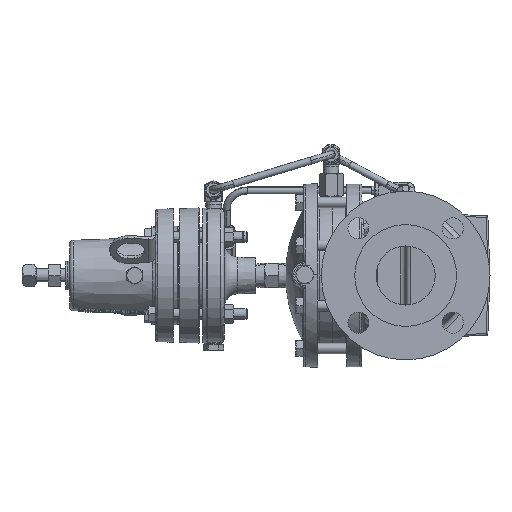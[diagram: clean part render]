
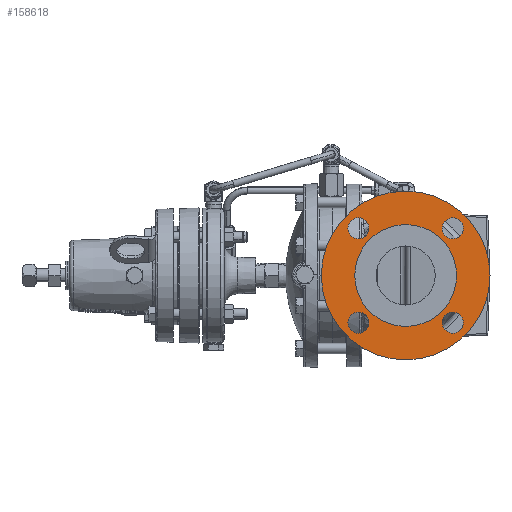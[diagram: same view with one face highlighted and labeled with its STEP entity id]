
A CAD part, left-side view. The second image highlights one B-rep face of the part: STEP entity #158618.
In plain terms, the highlighted planar face has unit normal (-1, 0, 0).
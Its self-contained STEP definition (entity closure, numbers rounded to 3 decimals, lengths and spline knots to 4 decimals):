
#272 = DIRECTION ( 'NONE',  ( 0., 0., -1. ) ) ;
#5611 = DIRECTION ( 'NONE',  ( -1., 0., 0. ) ) ;
#6298 = AXIS2_PLACEMENT_3D ( 'NONE', #18167, #125920, #44923 ) ;
#10408 = VERTEX_POINT ( 'NONE', #113341 ) ;
#12775 = CARTESIAN_POINT ( 'NONE',  ( -4.5005, 1.6794, -2.0544 ) ) ;
#17096 = VERTEX_POINT ( 'NONE', #37789 ) ;
#17882 = VERTEX_POINT ( 'NONE', #106769 ) ;
#18167 = CARTESIAN_POINT ( 'NONE',  ( -4.5005, 0., 0. ) ) ;
#18837 = EDGE_LOOP ( 'NONE', ( #74028, #116926 ) ) ;
#19176 = CIRCLE ( 'NONE', #169960, 0.375 ) ;
#19740 = EDGE_CURVE ( 'NONE', #72133, #140281, #46112, .T. ) ;
#20229 = DIRECTION ( 'NONE',  ( -1., 0., 0. ) ) ;
#20680 = EDGE_CURVE ( 'NONE', #44241, #77453, #139998, .T. ) ;
#27887 = DIRECTION ( 'NONE',  ( -1., 0., 0. ) ) ;
#29736 = DIRECTION ( 'NONE',  ( 0., 0., 1. ) ) ;
#30770 = CARTESIAN_POINT ( 'NONE',  ( -4.5005, 1.6794, -1.6794 ) ) ;
#33517 = CIRCLE ( 'NONE', #133009, 3. ) ;
#34789 = CARTESIAN_POINT ( 'NONE',  ( -4.5005, 0., 0. ) ) ;
#37789 = CARTESIAN_POINT ( 'NONE',  ( -4.5005, 0., -1.8125 ) ) ;
#38226 = VERTEX_POINT ( 'NONE', #81983 ) ;
#38943 = AXIS2_PLACEMENT_3D ( 'NONE', #95567, #27887, #272 ) ;
#39551 = CARTESIAN_POINT ( 'NONE',  ( -4.5005, -1.6794, -1.6794 ) ) ;
#40487 = ORIENTED_EDGE ( 'NONE', *, *, #89731, .F. ) ;
#41080 = EDGE_LOOP ( 'NONE', ( #100163, #55592 ) ) ;
#41242 = DIRECTION ( 'NONE',  ( -1., 0., 0. ) ) ;
#41587 = DIRECTION ( 'NONE',  ( -1., 0., 0. ) ) ;
#41616 = EDGE_CURVE ( 'NONE', #17882, #78753, #172179, .T. ) ;
#44241 = VERTEX_POINT ( 'NONE', #85489 ) ;
#44308 = ORIENTED_EDGE ( 'NONE', *, *, #61971, .F. ) ;
#44923 = DIRECTION ( 'NONE',  ( 0., 0., 1. ) ) ;
#46034 = EDGE_LOOP ( 'NONE', ( #44308, #96299 ) ) ;
#46112 = CIRCLE ( 'NONE', #6298, 3. ) ;
#47688 = DIRECTION ( 'NONE',  ( -1., 0., 0. ) ) ;
#47734 = CIRCLE ( 'NONE', #167250, 0.375 ) ;
#51741 = DIRECTION ( 'NONE',  ( -1., 0., 0. ) ) ;
#52205 = CARTESIAN_POINT ( 'NONE',  ( -4.5005, -1.6794, 2.0544 ) ) ;
#54340 = ORIENTED_EDGE ( 'NONE', *, *, #79028, .F. ) ;
#55592 = ORIENTED_EDGE ( 'NONE', *, *, #136028, .F. ) ;
#57423 = EDGE_LOOP ( 'NONE', ( #103173, #54340 ) ) ;
#57646 = CARTESIAN_POINT ( 'NONE',  ( -4.5005, 1.6794, 2.0544 ) ) ;
#58413 = CARTESIAN_POINT ( 'NONE',  ( -4.5005, 0., -3. ) ) ;
#58906 = EDGE_CURVE ( 'NONE', #152716, #38226, #19176, .T. ) ;
#61971 = EDGE_CURVE ( 'NONE', #10408, #17096, #156238, .T. ) ;
#63172 = CARTESIAN_POINT ( 'NONE',  ( -4.5005, 0., 0. ) ) ;
#65290 = FACE_BOUND ( 'NONE', #99882, .T. ) ;
#67040 = FACE_BOUND ( 'NONE', #41080, .T. ) ;
#67434 = AXIS2_PLACEMENT_3D ( 'NONE', #170342, #5611, #100023 ) ;
#68493 = ORIENTED_EDGE ( 'NONE', *, *, #20680, .F. ) ;
#69117 = EDGE_CURVE ( 'NONE', #78753, #17882, #94775, .T. ) ;
#72133 = VERTEX_POINT ( 'NONE', #58413 ) ;
#72592 = AXIS2_PLACEMENT_3D ( 'NONE', #84218, #41587, #95903 ) ;
#74028 = ORIENTED_EDGE ( 'NONE', *, *, #137257, .T. ) ;
#77453 = VERTEX_POINT ( 'NONE', #57646 ) ;
#78753 = VERTEX_POINT ( 'NONE', #52205 ) ;
#79028 = EDGE_CURVE ( 'NONE', #38226, #152716, #47734, .T. ) ;
#81983 = CARTESIAN_POINT ( 'NONE',  ( -4.5005, -1.6794, -2.0544 ) ) ;
#82845 = AXIS2_PLACEMENT_3D ( 'NONE', #149949, #111626, #29736 ) ;
#84081 = CIRCLE ( 'NONE', #152247, 1.8125 ) ;
#84218 = CARTESIAN_POINT ( 'NONE',  ( -4.5005, -1.6794, 1.6794 ) ) ;
#85489 = CARTESIAN_POINT ( 'NONE',  ( -4.5005, 1.6794, 1.3044 ) ) ;
#87310 = DIRECTION ( 'NONE',  ( -1., 0., 0. ) ) ;
#89731 = EDGE_CURVE ( 'NONE', #77453, #44241, #131180, .T. ) ;
#92698 = DIRECTION ( 'NONE',  ( 0., 0., 1. ) ) ;
#93848 = DIRECTION ( 'NONE',  ( -1., 0., 0. ) ) ;
#94676 = FACE_BOUND ( 'NONE', #46034, .T. ) ;
#94775 = CIRCLE ( 'NONE', #151692, 0.375 ) ;
#95567 = CARTESIAN_POINT ( 'NONE',  ( -4.5005, 1.8125, 0. ) ) ;
#95903 = DIRECTION ( 'NONE',  ( 0., 0., 1. ) ) ;
#96299 = ORIENTED_EDGE ( 'NONE', *, *, #101934, .F. ) ;
#96434 = DIRECTION ( 'NONE',  ( 0., 0., 1. ) ) ;
#96930 = EDGE_LOOP ( 'NONE', ( #40487, #68493 ) ) ;
#99882 = EDGE_LOOP ( 'NONE', ( #104243, #172281 ) ) ;
#100023 = DIRECTION ( 'NONE',  ( 0., 0., 1. ) ) ;
#100163 = ORIENTED_EDGE ( 'NONE', *, *, #155111, .F. ) ;
#101934 = EDGE_CURVE ( 'NONE', #17096, #10408, #84081, .T. ) ;
#103173 = ORIENTED_EDGE ( 'NONE', *, *, #58906, .F. ) ;
#104243 = ORIENTED_EDGE ( 'NONE', *, *, #69117, .F. ) ;
#106769 = CARTESIAN_POINT ( 'NONE',  ( -4.5005, -1.6794, 1.3044 ) ) ;
#107701 = DIRECTION ( 'NONE',  ( -1., 0., 0. ) ) ;
#109809 = FACE_BOUND ( 'NONE', #96930, .T. ) ;
#110720 = AXIS2_PLACEMENT_3D ( 'NONE', #63172, #107701, #119260 ) ;
#111626 = DIRECTION ( 'NONE',  ( -1., 0., 0. ) ) ;
#113341 = CARTESIAN_POINT ( 'NONE',  ( -4.5005, 0., 1.8125 ) ) ;
#113593 = CARTESIAN_POINT ( 'NONE',  ( -4.5005, -1.6794, 1.6794 ) ) ;
#114453 = DIRECTION ( 'NONE',  ( 0., 0., 1. ) ) ;
#115137 = VERTEX_POINT ( 'NONE', #151365 ) ;
#115181 = AXIS2_PLACEMENT_3D ( 'NONE', #30770, #139350, #167014 ) ;
#116926 = ORIENTED_EDGE ( 'NONE', *, *, #19740, .T. ) ;
#119260 = DIRECTION ( 'NONE',  ( 0., 0., 1. ) ) ;
#120502 = FACE_BOUND ( 'NONE', #57423, .T. ) ;
#121379 = CARTESIAN_POINT ( 'NONE',  ( -4.5005, -1.6794, -1.3044 ) ) ;
#125920 = DIRECTION ( 'NONE',  ( -1., 0., 0. ) ) ;
#127865 = VERTEX_POINT ( 'NONE', #12775 ) ;
#130019 = DIRECTION ( 'NONE',  ( 0., 0., 1. ) ) ;
#131180 = CIRCLE ( 'NONE', #82845, 0.375 ) ;
#133009 = AXIS2_PLACEMENT_3D ( 'NONE', #34789, #87310, #130019 ) ;
#136028 = EDGE_CURVE ( 'NONE', #127865, #115137, #144207, .T. ) ;
#137257 = EDGE_CURVE ( 'NONE', #140281, #72133, #33517, .T. ) ;
#139350 = DIRECTION ( 'NONE',  ( -1., 0., 0. ) ) ;
#139998 = CIRCLE ( 'NONE', #151458, 0.375 ) ;
#140281 = VERTEX_POINT ( 'NONE', #171243 ) ;
#144207 = CIRCLE ( 'NONE', #67434, 0.375 ) ;
#147231 = PLANE ( 'NONE',  #38943 ) ;
#149850 = CARTESIAN_POINT ( 'NONE',  ( -4.5005, 1.6794, 1.6794 ) ) ;
#149866 = FACE_OUTER_BOUND ( 'NONE', #18837, .T. ) ;
#149949 = CARTESIAN_POINT ( 'NONE',  ( -4.5005, 1.6794, 1.6794 ) ) ;
#151365 = CARTESIAN_POINT ( 'NONE',  ( -4.5005, 1.6794, -1.3044 ) ) ;
#151458 = AXIS2_PLACEMENT_3D ( 'NONE', #149850, #41242, #96434 ) ;
#151692 = AXIS2_PLACEMENT_3D ( 'NONE', #113593, #47688, #114453 ) ;
#152247 = AXIS2_PLACEMENT_3D ( 'NONE', #173766, #51741, #92698 ) ;
#152716 = VERTEX_POINT ( 'NONE', #121379 ) ;
#155111 = EDGE_CURVE ( 'NONE', #115137, #127865, #158191, .T. ) ;
#155624 = CARTESIAN_POINT ( 'NONE',  ( -4.5005, -1.6794, -1.6794 ) ) ;
#156238 = CIRCLE ( 'NONE', #110720, 1.8125 ) ;
#158191 = CIRCLE ( 'NONE', #115181, 0.375 ) ;
#158618 = ADVANCED_FACE ( 'NONE', ( #67040, #120502, #65290, #109809, #94676, #149866 ), #147231, .T. ) ;
#161544 = DIRECTION ( 'NONE',  ( 0., 0., 1. ) ) ;
#167014 = DIRECTION ( 'NONE',  ( 0., 0., 1. ) ) ;
#167250 = AXIS2_PLACEMENT_3D ( 'NONE', #39551, #93848, #161544 ) ;
#168967 = DIRECTION ( 'NONE',  ( 0., 0., 1. ) ) ;
#169960 = AXIS2_PLACEMENT_3D ( 'NONE', #155624, #20229, #168967 ) ;
#170342 = CARTESIAN_POINT ( 'NONE',  ( -4.5005, 1.6794, -1.6794 ) ) ;
#171243 = CARTESIAN_POINT ( 'NONE',  ( -4.5005, 0., 3. ) ) ;
#172179 = CIRCLE ( 'NONE', #72592, 0.375 ) ;
#172281 = ORIENTED_EDGE ( 'NONE', *, *, #41616, .F. ) ;
#173766 = CARTESIAN_POINT ( 'NONE',  ( -4.5005, 0., 0. ) ) ;
